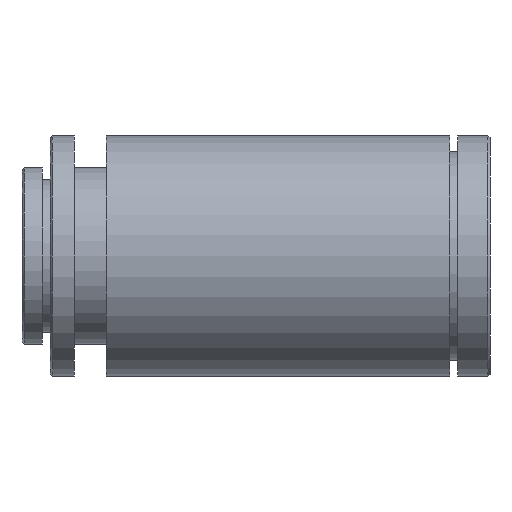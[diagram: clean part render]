
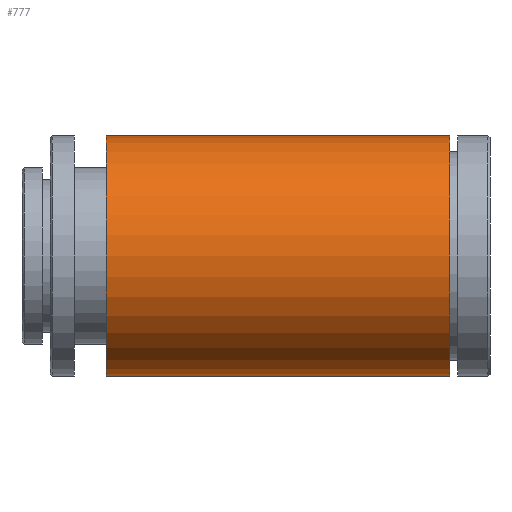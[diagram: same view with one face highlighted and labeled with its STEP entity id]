
A CAD part, front view. The second image highlights one B-rep face of the part: STEP entity #777.
In plain terms, the highlighted cylindrical face has radius 15 mm (diameter 30 mm), a partial arc.
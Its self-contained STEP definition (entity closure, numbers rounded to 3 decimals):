
#49 = EDGE_LOOP ( 'NONE', ( #279, #654, #881, #716 ) ) ;
#59 = CARTESIAN_POINT ( 'NONE',  ( 10.56, 0., -15. ) ) ;
#79 = VERTEX_POINT ( 'NONE', #1158 ) ;
#101 = EDGE_CURVE ( 'NONE', #225, #728, #527, .T. ) ;
#121 = FACE_OUTER_BOUND ( 'NONE', #49, .T. ) ;
#158 = CARTESIAN_POINT ( 'NONE',  ( -282.112, 0., -15. ) ) ;
#225 = VERTEX_POINT ( 'NONE', #378 ) ;
#259 = EDGE_CURVE ( 'NONE', #79, #225, #555, .T. ) ;
#279 = ORIENTED_EDGE ( 'NONE', *, *, #681, .F. ) ;
#309 = CIRCLE ( 'NONE', #978, 15. ) ;
#318 = CARTESIAN_POINT ( 'NONE',  ( 10.56, 0., 0. ) ) ;
#378 = CARTESIAN_POINT ( 'NONE',  ( 53.49, 0., 15. ) ) ;
#419 = DIRECTION ( 'NONE',  ( 0., 0., 1. ) ) ;
#443 = CARTESIAN_POINT ( 'NONE',  ( 10.56, 0., 15. ) ) ;
#454 = CARTESIAN_POINT ( 'NONE',  ( 53.49, 0., 0. ) ) ;
#470 = VECTOR ( 'NONE', #1073, 1000. ) ;
#482 = VECTOR ( 'NONE', #688, 1000. ) ;
#520 = CARTESIAN_POINT ( 'NONE',  ( -282.112, 0., 0. ) ) ;
#527 = LINE ( 'NONE', #886, #482 ) ;
#532 = DIRECTION ( 'NONE',  ( -1., 0., 0. ) ) ;
#555 = CIRCLE ( 'NONE', #876, 15. ) ;
#654 = ORIENTED_EDGE ( 'NONE', *, *, #259, .T. ) ;
#671 = AXIS2_PLACEMENT_3D ( 'NONE', #520, #870, #419 ) ;
#681 = EDGE_CURVE ( 'NONE', #79, #814, #994, .T. ) ;
#688 = DIRECTION ( 'NONE',  ( -1., 0., 0. ) ) ;
#716 = ORIENTED_EDGE ( 'NONE', *, *, #799, .F. ) ;
#728 = VERTEX_POINT ( 'NONE', #443 ) ;
#777 = ADVANCED_FACE ( 'NONE', ( #121 ), #1157, .T. ) ;
#799 = EDGE_CURVE ( 'NONE', #814, #728, #309, .T. ) ;
#814 = VERTEX_POINT ( 'NONE', #59 ) ;
#866 = DIRECTION ( 'NONE',  ( 0., 0., 1. ) ) ;
#870 = DIRECTION ( 'NONE',  ( -1., 0., 0. ) ) ;
#876 = AXIS2_PLACEMENT_3D ( 'NONE', #454, #532, #919 ) ;
#881 = ORIENTED_EDGE ( 'NONE', *, *, #101, .T. ) ;
#886 = CARTESIAN_POINT ( 'NONE',  ( -282.112, 0., 15. ) ) ;
#919 = DIRECTION ( 'NONE',  ( 0., 0., 1. ) ) ;
#978 = AXIS2_PLACEMENT_3D ( 'NONE', #318, #1150, #866 ) ;
#994 = LINE ( 'NONE', #158, #470 ) ;
#1073 = DIRECTION ( 'NONE',  ( -1., 0., 0. ) ) ;
#1150 = DIRECTION ( 'NONE',  ( -1., 0., 0. ) ) ;
#1157 = CYLINDRICAL_SURFACE ( 'NONE', #671, 15. ) ;
#1158 = CARTESIAN_POINT ( 'NONE',  ( 53.49, 0., -15. ) ) ;
